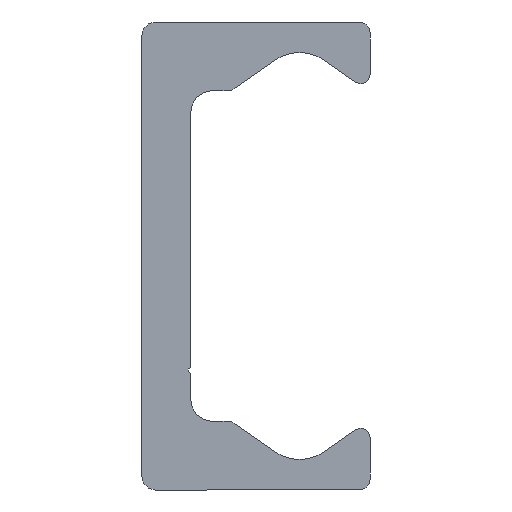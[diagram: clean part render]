
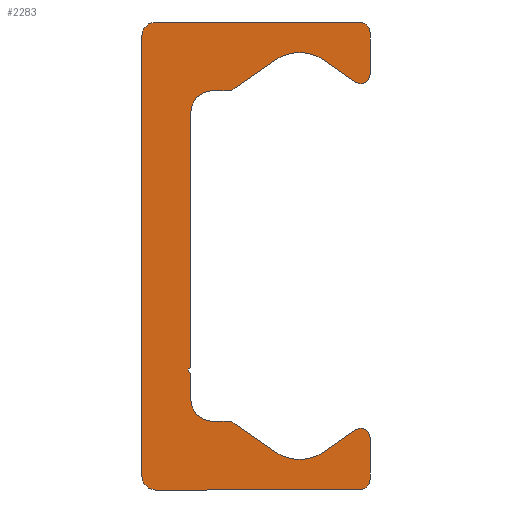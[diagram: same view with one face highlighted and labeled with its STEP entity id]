
A CAD part, left-side view. The second image highlights one B-rep face of the part: STEP entity #2283.
In plain terms, the highlighted planar face has unit normal (-1, 0, 0).
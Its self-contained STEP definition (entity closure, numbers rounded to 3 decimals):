
#1284=CARTESIAN_POINT('',(0.0,9.25,-21.5));
#1285=VERTEX_POINT('',#1284);
#1292=CARTESIAN_POINT('',(0.0,10.5,-20.25));
#1293=VERTEX_POINT('',#1292);
#1294=CARTESIAN_POINT('',(0.0,9.25,-20.25));
#1295=DIRECTION('',(1.0,0.0,0.0));
#1296=DIRECTION('',(0.0,0.0,-1.0));
#1297=AXIS2_PLACEMENT_3D('',#1294,#1295,#1296);
#1298=CIRCLE('',#1297,1.25);
#1299=EDGE_CURVE('',#1285,#1293,#1298,.T.);
#1323=CARTESIAN_POINT('',(0.0,-9.5,-21.5));
#1324=VERTEX_POINT('',#1323);
#1331=CARTESIAN_POINT('',(0.0,-9.5,-21.5));
#1332=DIRECTION('',(0.0,1.0,0.0));
#1333=VECTOR('',#1332,18.75);
#1334=LINE('',#1331,#1333);
#1335=EDGE_CURVE('',#1324,#1285,#1334,.T.);
#1355=CARTESIAN_POINT('',(0.0,-10.5,-20.5));
#1356=VERTEX_POINT('',#1355);
#1363=CARTESIAN_POINT('',(0.0,-9.5,-20.5));
#1364=DIRECTION('',(1.0,0.0,0.0));
#1365=DIRECTION('',(0.0,-1.0,0.0));
#1366=AXIS2_PLACEMENT_3D('',#1363,#1364,#1365);
#1367=CIRCLE('',#1366,1.0);
#1368=EDGE_CURVE('',#1356,#1324,#1367,.T.);
#1387=CARTESIAN_POINT('',(0.0,-10.5,-16.65));
#1388=VERTEX_POINT('',#1387);
#1395=CARTESIAN_POINT('',(0.0,-10.5,-16.65));
#1396=DIRECTION('',(0.0,0.0,-1.0));
#1397=VECTOR('',#1396,3.85);
#1398=LINE('',#1395,#1397);
#1399=EDGE_CURVE('',#1388,#1356,#1398,.T.);
#1419=CARTESIAN_POINT('',(0.0,-9.162,-15.954));
#1420=VERTEX_POINT('',#1419);
#1427=CARTESIAN_POINT('',(0.0,-9.65,-16.65));
#1428=DIRECTION('',(1.0,0.0,0.0));
#1429=DIRECTION('',(0.0,0.574,0.819));
#1430=AXIS2_PLACEMENT_3D('',#1427,#1428,#1429);
#1431=CIRCLE('',#1430,0.85);
#1432=EDGE_CURVE('',#1420,#1388,#1431,.T.);
#1451=CARTESIAN_POINT('',(0.0,-6.294,-17.962));
#1452=VERTEX_POINT('',#1451);
#1459=CARTESIAN_POINT('',(0.0,-6.294,-17.962));
#1460=DIRECTION('',(0.0,-0.819,0.574));
#1461=VECTOR('',#1460,3.501);
#1462=LINE('',#1459,#1461);
#1463=EDGE_CURVE('',#1452,#1420,#1462,.T.);
#1483=CARTESIAN_POINT('',(0.0,-1.706,-17.962));
#1484=VERTEX_POINT('',#1483);
#1491=CARTESIAN_POINT('',(0.0,-4.,-14.685));
#1492=DIRECTION('',(-1.0,0.0,0.0));
#1493=DIRECTION('',(0.0,0.574,0.819));
#1494=AXIS2_PLACEMENT_3D('',#1491,#1492,#1493);
#1495=CIRCLE('',#1494,4.0);
#1496=EDGE_CURVE('',#1484,#1452,#1495,.T.);
#1515=CARTESIAN_POINT('',(0.0,1.981,-15.381));
#1516=VERTEX_POINT('',#1515);
#1523=CARTESIAN_POINT('',(0.0,1.981,-15.381));
#1524=DIRECTION('',(0.0,-0.819,-0.574));
#1525=VECTOR('',#1524,4.5);
#1526=LINE('',#1523,#1525);
#1527=EDGE_CURVE('',#1516,#1484,#1526,.T.);
#1547=CARTESIAN_POINT('',(0.0,2.554,-15.2));
#1548=VERTEX_POINT('',#1547);
#1555=CARTESIAN_POINT('',(0.0,2.554,-16.2));
#1556=DIRECTION('',(1.0,0.0,0.0));
#1557=DIRECTION('',(0.0,0.0,1.0));
#1558=AXIS2_PLACEMENT_3D('',#1555,#1556,#1557);
#1559=CIRCLE('',#1558,1.);
#1560=EDGE_CURVE('',#1548,#1516,#1559,.T.);
#1579=CARTESIAN_POINT('',(0.0,4.0,-15.2));
#1580=VERTEX_POINT('',#1579);
#1587=CARTESIAN_POINT('',(0.0,4.0,-15.2));
#1588=DIRECTION('',(0.0,-1.0,0.0));
#1589=VECTOR('',#1588,1.446);
#1590=LINE('',#1587,#1589);
#1591=EDGE_CURVE('',#1580,#1548,#1590,.T.);
#1611=CARTESIAN_POINT('',(0.0,6.,-13.2));
#1612=VERTEX_POINT('',#1611);
#1619=CARTESIAN_POINT('',(0.0,4.,-13.2));
#1620=DIRECTION('',(-1.0,0.0,0.0));
#1621=DIRECTION('',(0.0,0.0,1.0));
#1622=AXIS2_PLACEMENT_3D('',#1619,#1620,#1621);
#1623=CIRCLE('',#1622,2.0);
#1624=EDGE_CURVE('',#1612,#1580,#1623,.T.);
#1643=CARTESIAN_POINT('',(0.0,6.,-10.75));
#1644=VERTEX_POINT('',#1643);
#1651=CARTESIAN_POINT('',(0.0,6.,-10.75));
#1652=DIRECTION('',(0.0,0.0,-1.0));
#1653=VECTOR('',#1652,2.45);
#1654=LINE('',#1651,#1653);
#1655=EDGE_CURVE('',#1644,#1612,#1654,.T.);
#1675=CARTESIAN_POINT('',(0.0,6.,-10.25));
#1676=VERTEX_POINT('',#1675);
#1683=CARTESIAN_POINT('',(0.0,6.,-10.5));
#1684=DIRECTION('',(-1.0,0.0,0.0));
#1685=DIRECTION('',(0.0,0.0,1.0));
#1686=AXIS2_PLACEMENT_3D('',#1683,#1684,#1685);
#1687=CIRCLE('',#1686,0.25);
#1688=EDGE_CURVE('',#1676,#1644,#1687,.T.);
#1707=CARTESIAN_POINT('',(0.0,6.,13.2));
#1708=VERTEX_POINT('',#1707);
#1715=CARTESIAN_POINT('',(0.0,6.,13.2));
#1716=DIRECTION('',(0.0,0.0,-1.0));
#1717=VECTOR('',#1716,23.45);
#1718=LINE('',#1715,#1717);
#1719=EDGE_CURVE('',#1708,#1676,#1718,.T.);
#1814=CARTESIAN_POINT('',(0.0,4.0,15.2));
#1815=VERTEX_POINT('',#1814);
#1822=CARTESIAN_POINT('',(0.0,4.,13.2));
#1823=DIRECTION('',(-1.0,0.0,0.0));
#1824=DIRECTION('',(0.0,-1.0,0.0));
#1825=AXIS2_PLACEMENT_3D('',#1822,#1823,#1824);
#1826=CIRCLE('',#1825,2.0);
#1827=EDGE_CURVE('',#1815,#1708,#1826,.T.);
#1846=CARTESIAN_POINT('',(0.0,2.554,15.2));
#1847=VERTEX_POINT('',#1846);
#1854=CARTESIAN_POINT('',(0.0,2.554,15.2));
#1855=DIRECTION('',(0.0,1.0,0.0));
#1856=VECTOR('',#1855,1.446);
#1857=LINE('',#1854,#1856);
#1858=EDGE_CURVE('',#1847,#1815,#1857,.T.);
#1878=CARTESIAN_POINT('',(0.0,1.981,15.381));
#1879=VERTEX_POINT('',#1878);
#1886=CARTESIAN_POINT('',(0.0,2.554,16.2));
#1887=DIRECTION('',(1.0,0.0,0.0));
#1888=DIRECTION('',(0.0,-0.574,-0.819));
#1889=AXIS2_PLACEMENT_3D('',#1886,#1887,#1888);
#1890=CIRCLE('',#1889,1.);
#1891=EDGE_CURVE('',#1879,#1847,#1890,.T.);
#1910=CARTESIAN_POINT('',(0.0,-1.706,17.962));
#1911=VERTEX_POINT('',#1910);
#1918=CARTESIAN_POINT('',(0.0,-1.706,17.962));
#1919=DIRECTION('',(0.0,0.819,-0.574));
#1920=VECTOR('',#1919,4.5);
#1921=LINE('',#1918,#1920);
#1922=EDGE_CURVE('',#1911,#1879,#1921,.T.);
#1942=CARTESIAN_POINT('',(0.0,-6.294,17.962));
#1943=VERTEX_POINT('',#1942);
#1950=CARTESIAN_POINT('',(0.0,-4.,14.685));
#1951=DIRECTION('',(-1.0,0.0,0.0));
#1952=DIRECTION('',(0.0,-0.574,-0.819));
#1953=AXIS2_PLACEMENT_3D('',#1950,#1951,#1952);
#1954=CIRCLE('',#1953,4.0);
#1955=EDGE_CURVE('',#1943,#1911,#1954,.T.);
#1974=CARTESIAN_POINT('',(0.0,-9.162,15.954));
#1975=VERTEX_POINT('',#1974);
#1982=CARTESIAN_POINT('',(0.0,-9.162,15.954));
#1983=DIRECTION('',(0.0,0.819,0.574));
#1984=VECTOR('',#1983,3.501);
#1985=LINE('',#1982,#1984);
#1986=EDGE_CURVE('',#1975,#1943,#1985,.T.);
#2006=CARTESIAN_POINT('',(0.0,-10.5,16.65));
#2007=VERTEX_POINT('',#2006);
#2014=CARTESIAN_POINT('',(0.0,-9.65,16.65));
#2015=DIRECTION('',(1.0,0.0,0.0));
#2016=DIRECTION('',(0.0,-1.0,0.0));
#2017=AXIS2_PLACEMENT_3D('',#2014,#2015,#2016);
#2018=CIRCLE('',#2017,0.85);
#2019=EDGE_CURVE('',#2007,#1975,#2018,.T.);
#2038=CARTESIAN_POINT('',(0.0,-10.5,20.5));
#2039=VERTEX_POINT('',#2038);
#2046=CARTESIAN_POINT('',(0.0,-10.5,20.5));
#2047=DIRECTION('',(0.0,0.0,-1.0));
#2048=VECTOR('',#2047,3.85);
#2049=LINE('',#2046,#2048);
#2050=EDGE_CURVE('',#2039,#2007,#2049,.T.);
#2070=CARTESIAN_POINT('',(0.0,-9.5,21.5));
#2071=VERTEX_POINT('',#2070);
#2078=CARTESIAN_POINT('',(0.0,-9.5,20.5));
#2079=DIRECTION('',(1.0,0.0,0.0));
#2080=DIRECTION('',(0.0,0.0,1.0));
#2081=AXIS2_PLACEMENT_3D('',#2078,#2079,#2080);
#2082=CIRCLE('',#2081,1.0);
#2083=EDGE_CURVE('',#2071,#2039,#2082,.T.);
#2102=CARTESIAN_POINT('',(0.0,9.25,21.5));
#2103=VERTEX_POINT('',#2102);
#2110=CARTESIAN_POINT('',(0.0,9.25,21.5));
#2111=DIRECTION('',(0.0,-1.0,0.0));
#2112=VECTOR('',#2111,18.75);
#2113=LINE('',#2110,#2112);
#2114=EDGE_CURVE('',#2103,#2071,#2113,.T.);
#2134=CARTESIAN_POINT('',(0.0,10.5,20.25));
#2135=VERTEX_POINT('',#2134);
#2142=CARTESIAN_POINT('',(0.0,9.25,20.25));
#2143=DIRECTION('',(1.0,0.0,0.0));
#2144=DIRECTION('',(0.0,1.0,0.0));
#2145=AXIS2_PLACEMENT_3D('',#2142,#2143,#2144);
#2146=CIRCLE('',#2145,1.25);
#2147=EDGE_CURVE('',#2135,#2103,#2146,.T.);
#2165=CARTESIAN_POINT('',(0.0,10.5,-20.25));
#2166=DIRECTION('',(0.0,0.0,1.0));
#2167=VECTOR('',#2166,40.5);
#2168=LINE('',#2165,#2167);
#2169=EDGE_CURVE('',#1293,#2135,#2168,.T.);
#2250=CARTESIAN_POINT('',(0.0,2.66,-0.019));
#2251=DIRECTION('',(1.0,0.0,0.0));
#2252=DIRECTION('',(0.0,0.0,-1.0));
#2253=AXIS2_PLACEMENT_3D('',#2250,#2251,#2252);
#2254=PLANE('',#2253);
#2255=ORIENTED_EDGE('',*,*,#2169,.F.);
#2256=ORIENTED_EDGE('',*,*,#1299,.F.);
#2257=ORIENTED_EDGE('',*,*,#1335,.F.);
#2258=ORIENTED_EDGE('',*,*,#1368,.F.);
#2259=ORIENTED_EDGE('',*,*,#1399,.F.);
#2260=ORIENTED_EDGE('',*,*,#1432,.F.);
#2261=ORIENTED_EDGE('',*,*,#1463,.F.);
#2262=ORIENTED_EDGE('',*,*,#1496,.F.);
#2263=ORIENTED_EDGE('',*,*,#1527,.F.);
#2264=ORIENTED_EDGE('',*,*,#1560,.F.);
#2265=ORIENTED_EDGE('',*,*,#1591,.F.);
#2266=ORIENTED_EDGE('',*,*,#1624,.F.);
#2267=ORIENTED_EDGE('',*,*,#1655,.F.);
#2268=ORIENTED_EDGE('',*,*,#1688,.F.);
#2269=ORIENTED_EDGE('',*,*,#1719,.F.);
#2270=ORIENTED_EDGE('',*,*,#1827,.F.);
#2271=ORIENTED_EDGE('',*,*,#1858,.F.);
#2272=ORIENTED_EDGE('',*,*,#1891,.F.);
#2273=ORIENTED_EDGE('',*,*,#1922,.F.);
#2274=ORIENTED_EDGE('',*,*,#1955,.F.);
#2275=ORIENTED_EDGE('',*,*,#1986,.F.);
#2276=ORIENTED_EDGE('',*,*,#2019,.F.);
#2277=ORIENTED_EDGE('',*,*,#2050,.F.);
#2278=ORIENTED_EDGE('',*,*,#2083,.F.);
#2279=ORIENTED_EDGE('',*,*,#2114,.F.);
#2280=ORIENTED_EDGE('',*,*,#2147,.F.);
#2281=EDGE_LOOP('',(#2255,#2256,#2257,#2258,#2259,#2260,#2261,#2262,#2263,#2264,#2265,#2266,#2267,#2268,#2269,#2270,#2271,#2272,#2273,#2274,#2275,#2276,#2277,#2278,#2279,#2280));
#2282=FACE_OUTER_BOUND('',#2281,.T.);
#2283=ADVANCED_FACE('',(#2282),#2254,.F.);
